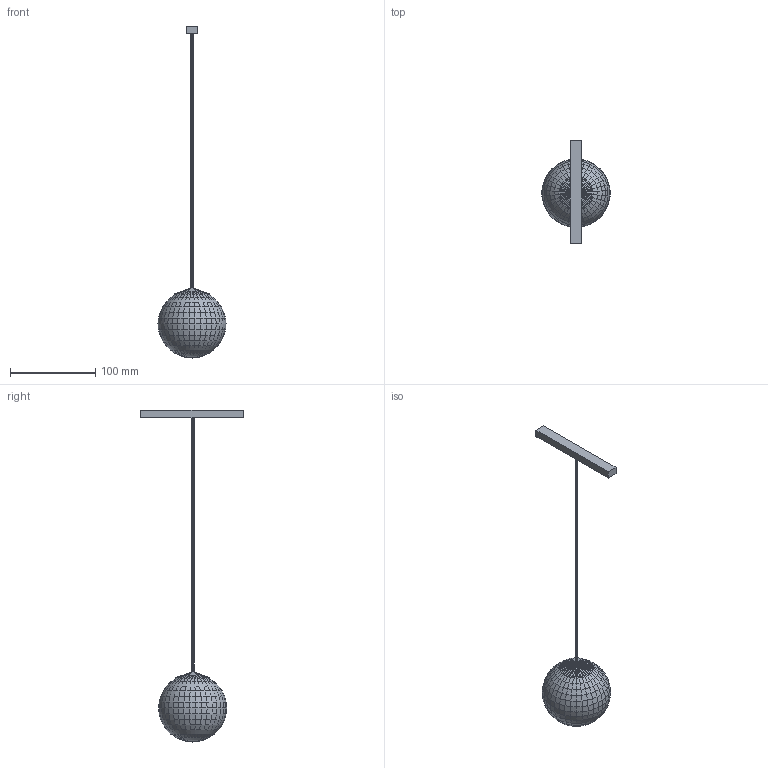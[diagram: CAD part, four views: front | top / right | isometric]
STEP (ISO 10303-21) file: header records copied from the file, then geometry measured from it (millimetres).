
FILE_DESCRIPTION(/* description */ ('This is a sample STEP configuration'),/* implementation_level */ '2;1');
FILE_NAME(/* name */ '708-015020xxxxxx SIMPLE.ipt_Rev_00.stp',/* time_stamp */ '2023-12-06T12:59:28+01:00',/* author */ ('powerJobs'),/* organization */ ('coolOrange'),/* preprocessor_version */ 'ST-DEVELOPER v19.2',/* originating_system */ 'Autodesk Inventor 2023',/* authorisation */ '');
FILE_SCHEMA (('AUTOMOTIVE_DESIGN { 1 0 10303 214 3 1 1 }'));
Length unit declared in the file: millimetre
Products named in the file (1): ENG000032377
Bounding box: 80 x 120 x 390.21 mm (x, y, z)
Volume: 283619.1 mm3; surface area: 28848.6 mm2
Topology: 1 solids, 1 shells, 711 faces, 1546 edges, 839 vertices
Faces by surface type: plane 711
Entity records: 18243 total; most frequent: CARTESIAN_POINT 3097, ORIENTED_EDGE 3092, DIRECTION 2970, LINE 1546, VECTOR 1546, EDGE_CURVE 1546, VERTEX_POINT 839, EDGE_LOOP 713
